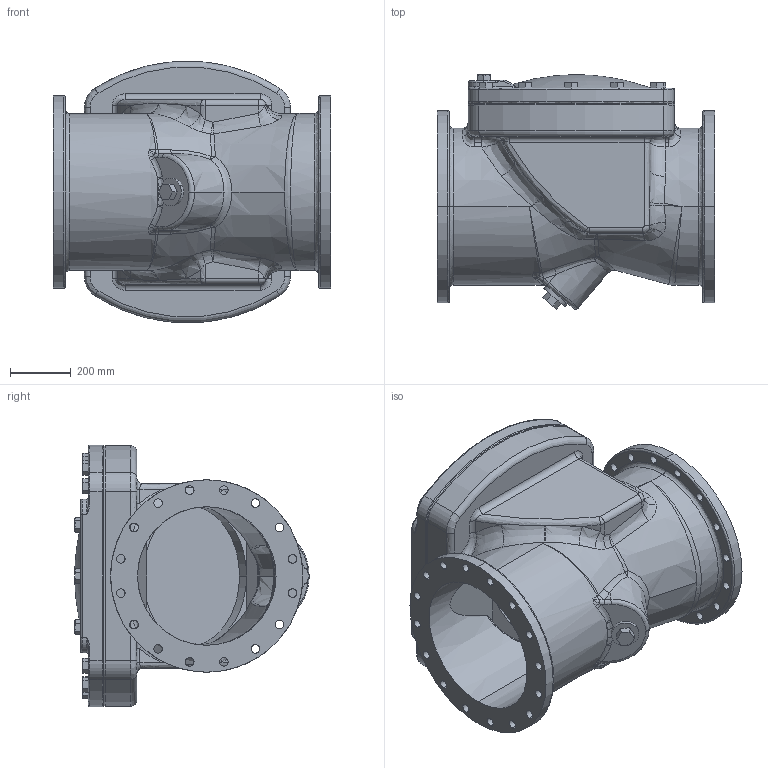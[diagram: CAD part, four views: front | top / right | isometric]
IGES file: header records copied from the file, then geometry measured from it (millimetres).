
Start section: SolidWorks IGES file using analytic representation for surfaces
Global section: file name: Class 150-Flex_Check-18 inch.IGS; native system: SolidWorks 2014; preprocessor: SolidWorks 2014; author: ekkiuser; date: 161123.105450; units: inch
Bounding box: 914.4 x 773.6 x 863.6 mm (x, y, z)
Volume: 127096123.4 mm3; surface area: 7692185.2 mm2
Topology: 23 solids, 24 shells, 1003 faces, 2397 edges, 1406 vertices
Faces by surface type: revolution 616, plane 229, bspline 158
